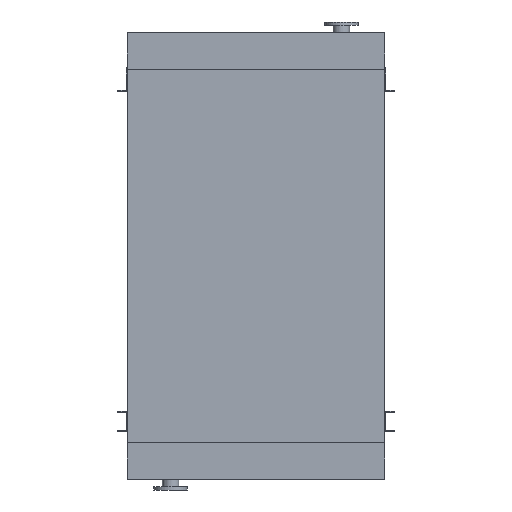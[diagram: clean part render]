
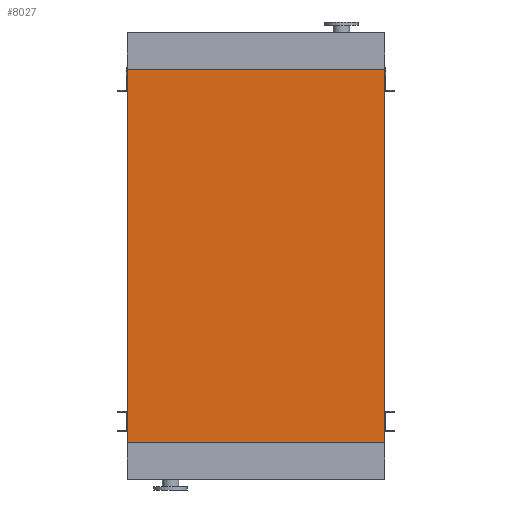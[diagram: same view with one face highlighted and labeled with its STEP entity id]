
A CAD part, front view. The second image highlights one B-rep face of the part: STEP entity #8027.
In plain terms, the highlighted planar face has unit normal (0, -1, 0).
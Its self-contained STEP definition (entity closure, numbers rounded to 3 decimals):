
#24 = CARTESIAN_POINT ( 'NONE',  ( -845., 0., -2450. ) ) ;
#50 = ORIENTED_EDGE ( 'NONE', *, *, #3135, .F. ) ;
#156 = FACE_OUTER_BOUND ( 'NONE', #2508, .T. ) ;
#942 = VERTEX_POINT ( 'NONE', #11565 ) ;
#1111 = AXIS2_PLACEMENT_3D ( 'NONE', #11624, #1352, #4773 ) ;
#1352 = DIRECTION ( 'NONE',  ( 0., -1., 0. ) ) ;
#2188 = CARTESIAN_POINT ( 'NONE',  ( -845., 0., 0. ) ) ;
#2337 = ORIENTED_EDGE ( 'NONE', *, *, #10699, .T. ) ;
#2508 = EDGE_LOOP ( 'NONE', ( #2777, #50, #2337, #4285 ) ) ;
#2777 = ORIENTED_EDGE ( 'NONE', *, *, #5436, .F. ) ;
#3135 = EDGE_CURVE ( 'NONE', #942, #10732, #9572, .T. ) ;
#4285 = ORIENTED_EDGE ( 'NONE', *, *, #14023, .T. ) ;
#4609 = CARTESIAN_POINT ( 'NONE',  ( -845., 0., 0. ) ) ;
#4773 = DIRECTION ( 'NONE',  ( 0., 0., -1. ) ) ;
#5436 = EDGE_CURVE ( 'NONE', #10732, #7395, #11194, .T. ) ;
#5947 = DIRECTION ( 'NONE',  ( 0., 0., 1. ) ) ;
#6463 = CARTESIAN_POINT ( 'NONE',  ( 845., 0., -2450. ) ) ;
#6511 = DIRECTION ( 'NONE',  ( 1., 0., 0. ) ) ;
#7036 = PLANE ( 'NONE',  #1111 ) ;
#7084 = VERTEX_POINT ( 'NONE', #7671 ) ;
#7395 = VERTEX_POINT ( 'NONE', #13050 ) ;
#7605 = LINE ( 'NONE', #6463, #12604 ) ;
#7671 = CARTESIAN_POINT ( 'NONE',  ( 845., 0., -2450. ) ) ;
#8027 = ADVANCED_FACE ( 'NONE', ( #156 ), #7036, .T. ) ;
#8919 = VECTOR ( 'NONE', #10372, 1000. ) ;
#9572 = LINE ( 'NONE', #14084, #10392 ) ;
#10372 = DIRECTION ( 'NONE',  ( 1., 0., 0. ) ) ;
#10392 = VECTOR ( 'NONE', #5947, 1000. ) ;
#10699 = EDGE_CURVE ( 'NONE', #942, #7084, #12422, .T. ) ;
#10732 = VERTEX_POINT ( 'NONE', #2188 ) ;
#10911 = VECTOR ( 'NONE', #6511, 1000. ) ;
#11062 = DIRECTION ( 'NONE',  ( 0., 0., 1. ) ) ;
#11194 = LINE ( 'NONE', #4609, #10911 ) ;
#11565 = CARTESIAN_POINT ( 'NONE',  ( -845., 0., -2450. ) ) ;
#11624 = CARTESIAN_POINT ( 'NONE',  ( -845., 0., -2450. ) ) ;
#12422 = LINE ( 'NONE', #24, #8919 ) ;
#12604 = VECTOR ( 'NONE', #11062, 1000. ) ;
#13050 = CARTESIAN_POINT ( 'NONE',  ( 845., 0., 0. ) ) ;
#14023 = EDGE_CURVE ( 'NONE', #7084, #7395, #7605, .T. ) ;
#14084 = CARTESIAN_POINT ( 'NONE',  ( -845., 0., -2450. ) ) ;
